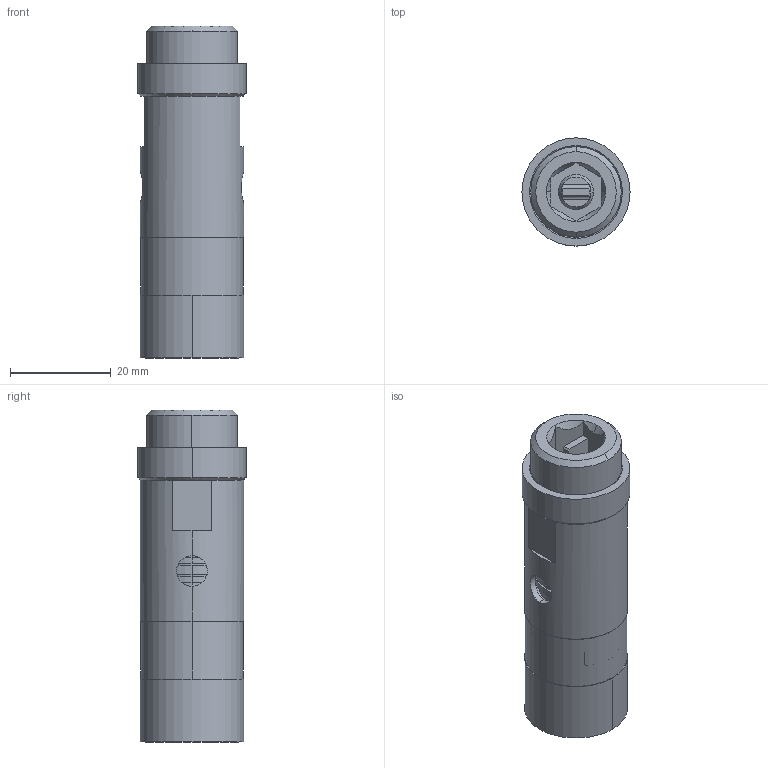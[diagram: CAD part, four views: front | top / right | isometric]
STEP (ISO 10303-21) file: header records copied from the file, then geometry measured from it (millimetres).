
FILE_DESCRIPTION (( 'STEP AP214' ), '1' );
FILE_NAME ('AKP20 (4129504 F).STEP', '2017-04-27T07:51:44', ( 'admin' ), ( '' ), 'SwSTEP 2.0', 'SolidWorks 2016', '' );
FILE_SCHEMA (( 'AUTOMOTIVE_DESIGN' ));
Length unit declared in the file: millimetre
Products named in the file (1): AKP20 (4129504 F)
Bounding box: 21.5 x 21.5 x 66 mm (x, y, z)
Volume: 17288.5 mm3; surface area: 9068.7 mm2
Topology: 3 solids, 6 shells, 168 faces, 389 edges, 247 vertices
Faces by surface type: cylinder 74, plane 57, cone 27, bspline 10
Entity records: 5642 total; most frequent: CARTESIAN_POINT 1811, DIRECTION 802, ORIENTED_EDGE 778, EDGE_CURVE 389, AXIS2_PLACEMENT_3D 330, VERTEX_POINT 247, EDGE_LOOP 188, CIRCLE 171
